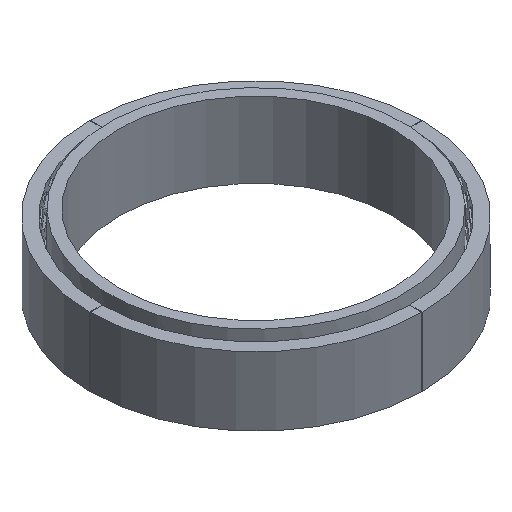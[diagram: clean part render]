
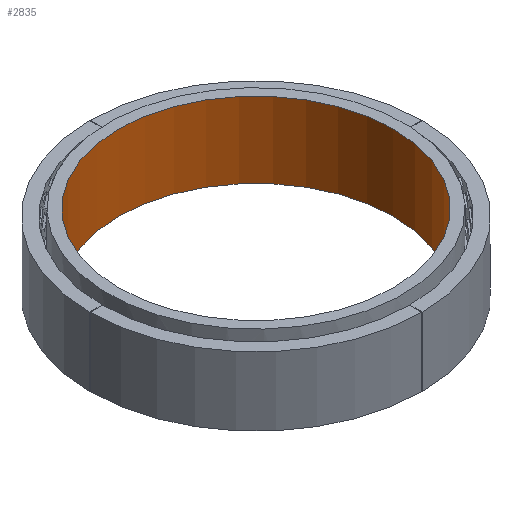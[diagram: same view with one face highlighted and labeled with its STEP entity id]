
A CAD part, isometric view. The second image highlights one B-rep face of the part: STEP entity #2835.
In plain terms, the highlighted cylindrical face has radius 60 mm (diameter 120 mm), a full revolution.
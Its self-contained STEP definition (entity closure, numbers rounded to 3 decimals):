
#2835=ADVANCED_FACE('',(#17074,#17076),#17078,.F.);
#17074=FACE_OUTER_BOUND('',#17075,.T.);
#17075=EDGE_LOOP('',(#26883));
#17076=FACE_OUTER_BOUND('',#17077,.T.);
#17077=EDGE_LOOP('',(#26884));
#17078=CYLINDRICAL_SURFACE('',#17079,60.);
#17079=AXIS2_PLACEMENT_3D('',#17080,#17081,#17082);
#17080=CARTESIAN_POINT('',(0.,0.,0.));
#17081=DIRECTION('',(0.,0.,1.));
#17082=DIRECTION('',(-1.,0.,0.));
#26883=ORIENTED_EDGE('',*,*,#33004,.F.);
#26884=ORIENTED_EDGE('',*,*,#33003,.F.);
#33003=EDGE_CURVE('',#36817,#36817,#36818,.T.);
#33004=EDGE_CURVE('',#36819,#36819,#36820,.F.);
#36817=VERTEX_POINT('',#45504);
#36818=CIRCLE('',#45505,60.);
#36819=VERTEX_POINT('',#45509);
#36820=CIRCLE('',#45510,60.);
#45504=CARTESIAN_POINT('',(-60.,0.,0.));
#45505=AXIS2_PLACEMENT_3D('',#45506,#45507,#45508);
#45506=CARTESIAN_POINT('',(0.,0.,0.));
#45507=DIRECTION('',(0.,0.,1.));
#45508=DIRECTION('',(-1.,0.,0.));
#45509=CARTESIAN_POINT('',(-60.,0.,33.));
#45510=AXIS2_PLACEMENT_3D('',#45511,#45512,#45513);
#45511=CARTESIAN_POINT('',(0.,0.,33.));
#45512=DIRECTION('',(0.,0.,1.));
#45513=DIRECTION('',(-1.,0.,0.));
